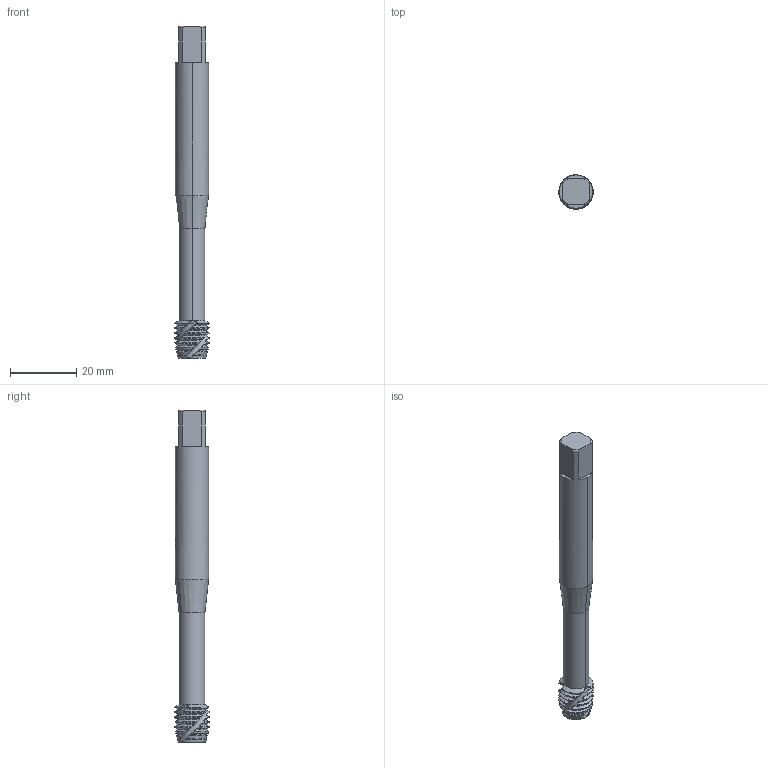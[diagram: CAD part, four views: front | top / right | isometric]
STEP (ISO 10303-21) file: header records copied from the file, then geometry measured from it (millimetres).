
FILE_DESCRIPTION(('no description'),'unknown implementation level');
FILE_NAME('solidMGV98FpksrT80mnYvkXKpiYFJCE_1.STP',' ',('CIM GmbH Aachen'),('CADClick - KiM GmbH - www.kimweb.de'),'unknown preprocess','ACIS','unknown authorization');
FILE_SCHEMA(('automotive_design'));
Length unit declared in the file: millimetre
Products named in the file (2): 1; 2
Bounding box: 10.33 x 10.33 x 100 mm (x, y, z)
Volume: 6504.5 mm3; surface area: 3731 mm2
Topology: 2 solids, 2 shells, 185 faces, 515 edges, 334 vertices
Faces by surface type: cone 87, cylinder 72, plane 17, bspline 6, revolution 3
Entity records: 15033 total; most frequent: CARTESIAN_POINT 4793, STYLED_ITEM 1036, PRESENTATION_STYLE_ASSIGNMENT 1036, COLOUR_RGB 1036, ORIENTED_EDGE 1030, DIRECTION 855, EDGE_CURVE 515, CURVE_STYLE 515
